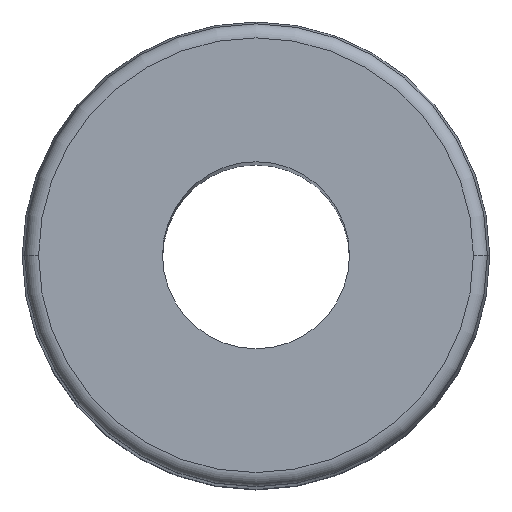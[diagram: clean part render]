
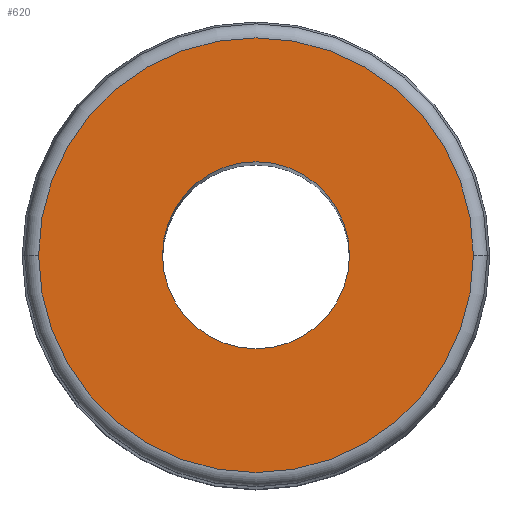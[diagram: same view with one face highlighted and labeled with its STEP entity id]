
A CAD part, top view. The second image highlights one B-rep face of the part: STEP entity #620.
In plain terms, the highlighted planar face has unit normal (0, 0, 1).
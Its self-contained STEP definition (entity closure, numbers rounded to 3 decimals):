
#105=FACE_BOUND('',#165,.T.);
#111=PLANE('',#687);
#119=FACE_OUTER_BOUND('',#164,.T.);
#164=EDGE_LOOP('',(#446,#447));
#165=EDGE_LOOP('',(#448,#449));
#223=CIRCLE('',#688,4.65);
#224=CIRCLE('',#689,4.65);
#225=CIRCLE('',#690,2.);
#226=CIRCLE('',#691,2.);
#286=VERTEX_POINT('',#1058);
#287=VERTEX_POINT('',#1059);
#288=VERTEX_POINT('',#1062);
#289=VERTEX_POINT('',#1063);
#348=EDGE_CURVE('',#286,#287,#223,.T.);
#349=EDGE_CURVE('',#287,#286,#224,.T.);
#350=EDGE_CURVE('',#288,#289,#225,.T.);
#351=EDGE_CURVE('',#289,#288,#226,.T.);
#446=ORIENTED_EDGE('',*,*,#348,.T.);
#447=ORIENTED_EDGE('',*,*,#349,.T.);
#448=ORIENTED_EDGE('',*,*,#350,.F.);
#449=ORIENTED_EDGE('',*,*,#351,.F.);
#620=ADVANCED_FACE('',(#119,#105),#111,.T.);
#687=AXIS2_PLACEMENT_3D('',#1057,#826,#827);
#688=AXIS2_PLACEMENT_3D('',#1060,#828,#829);
#689=AXIS2_PLACEMENT_3D('',#1061,#830,#831);
#690=AXIS2_PLACEMENT_3D('',#1064,#832,#833);
#691=AXIS2_PLACEMENT_3D('',#1065,#834,#835);
#826=DIRECTION('center_axis',(0.,0.,1.));
#827=DIRECTION('ref_axis',(0.,-1.,0.));
#828=DIRECTION('center_axis',(0.,0.,1.));
#829=DIRECTION('ref_axis',(-1.,0.,0.));
#830=DIRECTION('center_axis',(0.,0.,1.));
#831=DIRECTION('ref_axis',(1.,0.,0.));
#832=DIRECTION('center_axis',(0.,0.,1.));
#833=DIRECTION('ref_axis',(1.,0.,0.));
#834=DIRECTION('center_axis',(0.,0.,1.));
#835=DIRECTION('ref_axis',(-1.,0.,0.));
#1057=CARTESIAN_POINT('Origin',(-5.15,5.15,39.4));
#1058=CARTESIAN_POINT('',(-4.65,0.,39.4));
#1059=CARTESIAN_POINT('',(4.65,0.,39.4));
#1060=CARTESIAN_POINT('Origin',(0.,0.,39.4));
#1061=CARTESIAN_POINT('Origin',(0.,0.,39.4));
#1062=CARTESIAN_POINT('',(2.,0.,39.4));
#1063=CARTESIAN_POINT('',(-2.,0.,39.4));
#1064=CARTESIAN_POINT('Origin',(0.,0.,39.4));
#1065=CARTESIAN_POINT('Origin',(0.,0.,39.4));
